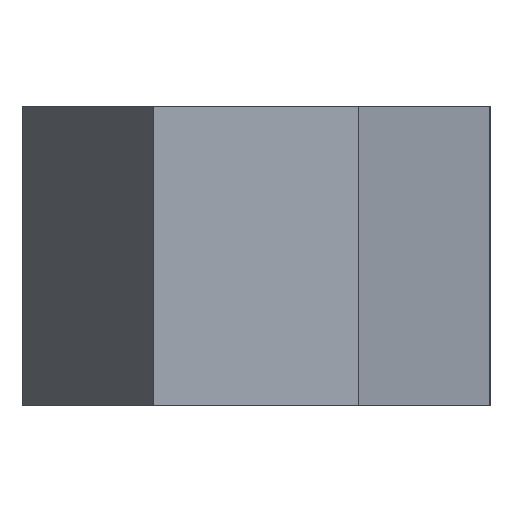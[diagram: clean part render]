
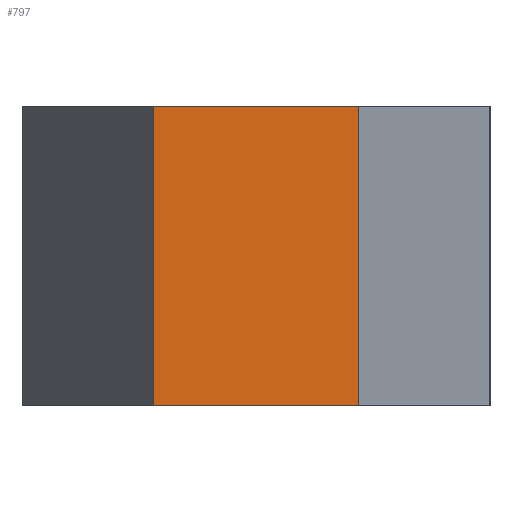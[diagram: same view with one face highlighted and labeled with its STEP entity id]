
A CAD part, left-side view. The second image highlights one B-rep face of the part: STEP entity #797.
In plain terms, the highlighted planar face has unit normal (-1, 0, 0).
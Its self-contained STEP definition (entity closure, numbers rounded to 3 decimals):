
#24 = DIRECTION ( 'NONE',  ( 0., 0., -1. ) ) ;
#85 = LINE ( 'NONE', #371, #410 ) ;
#100 = ORIENTED_EDGE ( 'NONE', *, *, #781, .F. ) ;
#112 = VERTEX_POINT ( 'NONE', #357 ) ;
#137 = DIRECTION ( 'NONE',  ( 0., -1., 0. ) ) ;
#184 = ORIENTED_EDGE ( 'NONE', *, *, #678, .T. ) ;
#200 = VERTEX_POINT ( 'NONE', #266 ) ;
#265 = AXIS2_PLACEMENT_3D ( 'NONE', #355, #834, #372 ) ;
#266 = CARTESIAN_POINT ( 'NONE',  ( -62.5, 5.5, 16. ) ) ;
#273 = CARTESIAN_POINT ( 'NONE',  ( -62.5, -5.5, 0. ) ) ;
#289 = LINE ( 'NONE', #508, #623 ) ;
#291 = LINE ( 'NONE', #642, #786 ) ;
#355 = CARTESIAN_POINT ( 'NONE',  ( -62.5, -5.5, 16. ) ) ;
#357 = CARTESIAN_POINT ( 'NONE',  ( -62.5, 5.5, 0. ) ) ;
#366 = DIRECTION ( 'NONE',  ( 0., 0., -1. ) ) ;
#371 = CARTESIAN_POINT ( 'NONE',  ( -62.5, 5.5, 16. ) ) ;
#372 = DIRECTION ( 'NONE',  ( 0., 0., -1. ) ) ;
#410 = VECTOR ( 'NONE', #366, 1000. ) ;
#439 = CARTESIAN_POINT ( 'NONE',  ( -62.5, -5.5, 0. ) ) ;
#469 = VERTEX_POINT ( 'NONE', #752 ) ;
#508 = CARTESIAN_POINT ( 'NONE',  ( -62.5, -5.5, 16. ) ) ;
#549 = LINE ( 'NONE', #273, #829 ) ;
#552 = ORIENTED_EDGE ( 'NONE', *, *, #595, .T. ) ;
#595 = EDGE_CURVE ( 'NONE', #112, #661, #549, .T. ) ;
#623 = VECTOR ( 'NONE', #779, 1000. ) ;
#633 = PLANE ( 'NONE',  #265 ) ;
#642 = CARTESIAN_POINT ( 'NONE',  ( -62.5, -5.5, 16. ) ) ;
#661 = VERTEX_POINT ( 'NONE', #439 ) ;
#678 = EDGE_CURVE ( 'NONE', #200, #112, #85, .T. ) ;
#705 = FACE_OUTER_BOUND ( 'NONE', #706, .T. ) ;
#706 = EDGE_LOOP ( 'NONE', ( #552, #100, #875, #184 ) ) ;
#752 = CARTESIAN_POINT ( 'NONE',  ( -62.5, -5.5, 16. ) ) ;
#779 = DIRECTION ( 'NONE',  ( 0., -1., 0. ) ) ;
#781 = EDGE_CURVE ( 'NONE', #469, #661, #291, .T. ) ;
#786 = VECTOR ( 'NONE', #24, 1000. ) ;
#797 = ADVANCED_FACE ( 'NONE', ( #705 ), #633, .F. ) ;
#803 = EDGE_CURVE ( 'NONE', #200, #469, #289, .T. ) ;
#829 = VECTOR ( 'NONE', #137, 1000. ) ;
#834 = DIRECTION ( 'NONE',  ( 1., 0., 0. ) ) ;
#875 = ORIENTED_EDGE ( 'NONE', *, *, #803, .F. ) ;
